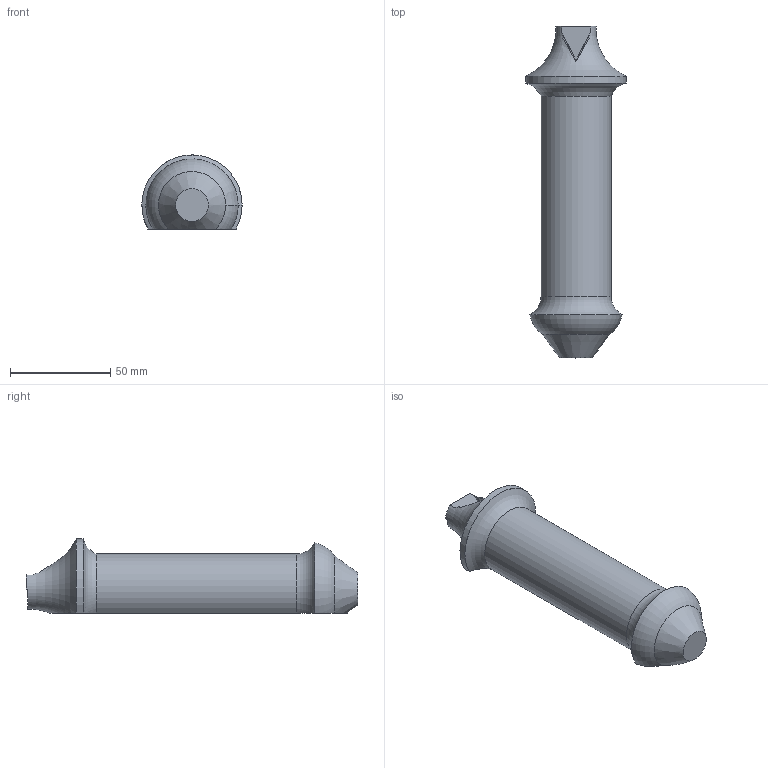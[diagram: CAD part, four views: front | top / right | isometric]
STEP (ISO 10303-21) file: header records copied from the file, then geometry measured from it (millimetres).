
FILE_DESCRIPTION(('FreeCAD Model'),'2;1');
FILE_NAME('Open CASCADE Shape Model','2025-07-12T12:30:09',(''),(''), 'Open CASCADE STEP processor 7.9','FreeCAD','Unknown');
FILE_SCHEMA(('AUTOMOTIVE_DESIGN { 1 0 10303 214 1 1 1 1 }'));
Length unit declared in the file: millimetre
Products named in the file (1): HandleBody
Bounding box: 50.03 x 165.55 x 37.01 mm (x, y, z)
Volume: 77173.4 mm3; surface area: 28139.6 mm2
Topology: 1 solids, 1 shells, 150 faces, 450 edges, 298 vertices
Faces by surface type: plane 121, cylinder 17, torus 5, cone 5, revolution 2
Full cylindrical faces by diameter (mm): 4 x2, 8 x1
Entity records: 5726 total; most frequent: CARTESIAN_POINT 1582, ORIENTED_EDGE 900, DIRECTION 826, EDGE_CURVE 450, LINE 340, VECTOR 340, VERTEX_POINT 298, AXIS2_PLACEMENT_3D 242
